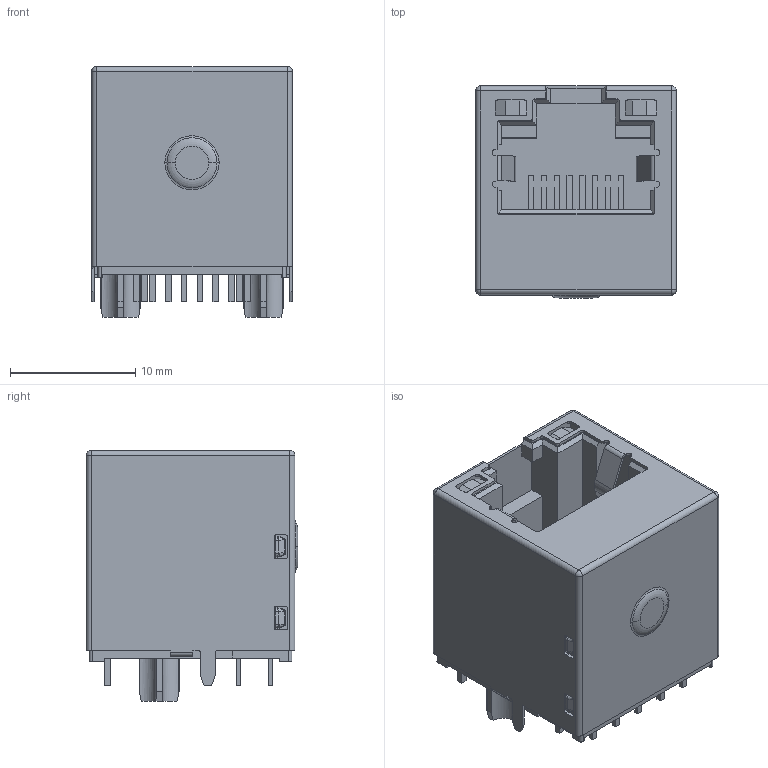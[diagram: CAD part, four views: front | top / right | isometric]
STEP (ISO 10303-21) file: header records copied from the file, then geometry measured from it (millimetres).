
FILE_DESCRIPTION((''),'2;1');
FILE_NAME('C-2301995-4','2019-08-29T07:56:35',('workeradm'),('TE Connectivity Ltd.'),'CREO PARAMETRIC BY PTC INC, 2019030','CREO PARAMETRIC BY PTC INC, 2019030','');
FILE_SCHEMA(('AUTOMOTIVE_DESIGN { 1 0 10303 214 1 1 1 1 }'));
Length unit declared in the file: millimetre
Products named in the file (1): C-2301995-4
Bounding box: 16.05 x 16.95 x 20.07 mm (x, y, z)
Volume: 3444.8 mm3; surface area: 2369.8 mm2
Topology: 1 solids, 1 shells, 500 faces, 1322 edges, 850 vertices
Faces by surface type: plane 323, cylinder 105, bspline 64, torus 4, sphere 4
Entity records: 18306 total; most frequent: CARTESIAN_POINT 5918, ORIENTED_EDGE 2644, DIRECTION 2276, EDGE_CURVE 1322, VECTOR 944, LINE 944, VERTEX_POINT 850, AXIS2_PLACEMENT_3D 666
